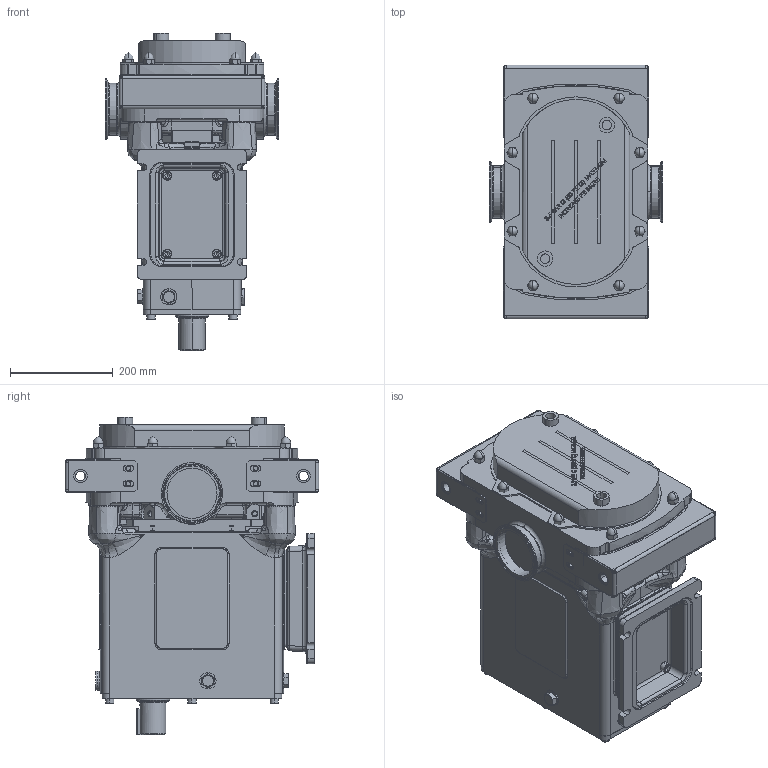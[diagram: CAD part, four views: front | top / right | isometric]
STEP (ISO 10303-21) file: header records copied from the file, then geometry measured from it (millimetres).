
FILE_DESCRIPTION (( 'STEP AP214' ), '1' );
FILE_NAME ('GA4258.STEP', '2024-11-06T21:34:40', ( '' ), ( '' ), 'SwSTEP 2.0', 'SolidWorks 2023', '' );
FILE_SCHEMA (( 'AUTOMOTIVE_DESIGN' ));
Length unit declared in the file: millimetre
Products named in the file (7): Copy of Frame 5 Bolt-on jacket^GA4258; Copy of RA94-5121-66M^GA4258; Copy of Frame 5 Bolt on Jacket^GA4258; Copy of R2200 CPP H TSD 2^GA4258; Copy of GEARBOX_TSD^Copy of R2200 CPP H TSD 2_GA4258; Copy of R2200X^Copy of R2200 CPP H TSD 2_GA4258; GA4258
Assembly tree (8 placements, depth 3):
  GA4258
    Copy of R2200 CPP H TSD 2^GA4258
      Copy of GEARBOX_TSD^Copy of R2200 CPP H TSD 2_GA4258
      Copy of R2200X^Copy of R2200 CPP H TSD 2_GA4258
    Copy of Frame 5 Bolt-on jacket^GA4258  x2
    Copy of Frame 5 Bolt on Jacket^GA4258
    Copy of RA94-5121-66M^GA4258  x2
Bounding box: 337 x 494 x 618 mm (x, y, z)
Volume: 43137558.6 mm3; surface area: 1823807 mm2
Topology: 13 solids, 13 shells, 3007 faces, 7545 edges, 4615 vertices
Faces by surface type: plane 1139, cylinder 813, bspline 550, cone 307, torus 136, sphere 62
Entity records: 111749 total; most frequent: CARTESIAN_POINT 48600, ORIENTED_EDGE 14046, DIRECTION 11800, EDGE_CURVE 7023, VERTEX_POINT 4363, AXIS2_PLACEMENT_3D 4281, VECTOR 3238, LINE 3238
